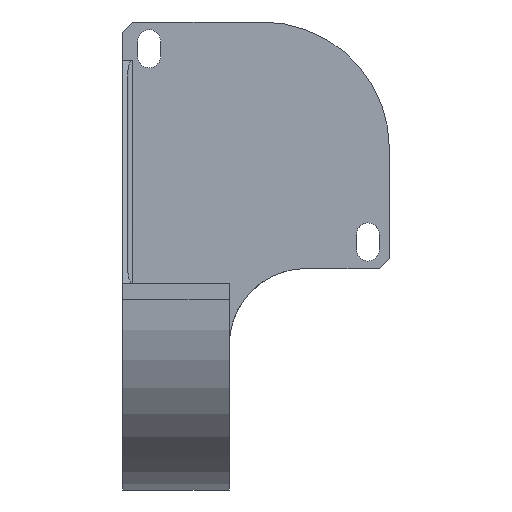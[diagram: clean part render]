
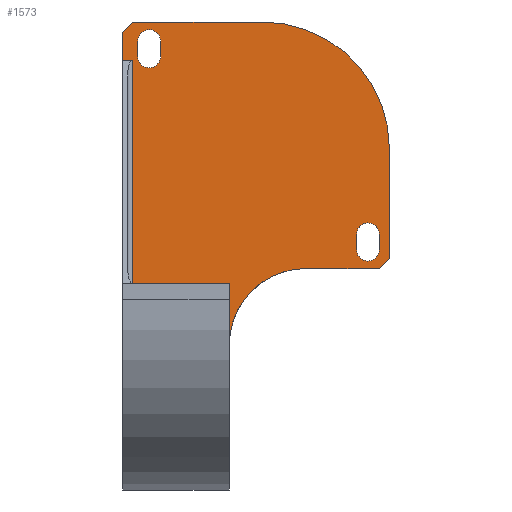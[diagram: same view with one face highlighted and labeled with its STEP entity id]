
A CAD part, top view. The second image highlights one B-rep face of the part: STEP entity #1573.
In plain terms, the highlighted planar face has unit normal (0, 0, 1).
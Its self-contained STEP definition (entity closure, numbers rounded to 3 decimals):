
#255=CARTESIAN_POINT('Vertex',(0.,72.5,26.)) ;
#313=CARTESIAN_POINT('Vertex',(2.,72.5,26.)) ;
#316=CARTESIAN_POINT('Line Origine',(26.25,72.5,26.)) ;
#340=CARTESIAN_POINT('Vertex',(7.5,76.25,26.)) ;
#343=CARTESIAN_POINT('Axis2P3D Location',(5.25,76.25,26.)) ;
#347=CARTESIAN_POINT('Vertex',(3.,76.25,26.)) ;
#371=CARTESIAN_POINT('Vertex',(7.5,73.25,26.)) ;
#374=CARTESIAN_POINT('Line Origine',(7.5,74.75,26.)) ;
#395=CARTESIAN_POINT('Vertex',(3.,73.25,26.)) ;
#398=CARTESIAN_POINT('Axis2P3D Location',(5.25,73.25,26.)) ;
#415=CARTESIAN_POINT('Line Origine',(3.,74.75,26.)) ;
#443=CARTESIAN_POINT('Vertex',(2.,25.5,26.)) ;
#446=CARTESIAN_POINT('Line Origine',(2.,32.001,26.)) ;
#500=CARTESIAN_POINT('Vertex',(50.5,31.5,26.)) ;
#503=CARTESIAN_POINT('Line Origine',(43.25,31.5,26.)) ;
#507=CARTESIAN_POINT('Vertex',(36.,31.5,26.)) ;
#546=CARTESIAN_POINT('Vertex',(19.,28.5,26.)) ;
#551=CARTESIAN_POINT('Line Origine',(19.,36.719,26.)) ;
#555=CARTESIAN_POINT('Vertex',(19.,25.5,26.)) ;
#589=CARTESIAN_POINT('Line Origine',(10.5,25.5,26.)) ;
#638=CARTESIAN_POINT('Vertex',(52.5,55.,26.)) ;
#641=CARTESIAN_POINT('Line Origine',(52.5,44.25,26.)) ;
#645=CARTESIAN_POINT('Vertex',(52.5,33.5,26.)) ;
#1027=CARTESIAN_POINT('Vertex',(50.5,38.25,26.)) ;
#1030=CARTESIAN_POINT('Axis2P3D Location',(48.25,38.25,26.)) ;
#1034=CARTESIAN_POINT('Vertex',(46.,38.25,26.)) ;
#1058=CARTESIAN_POINT('Vertex',(50.5,35.25,26.)) ;
#1061=CARTESIAN_POINT('Line Origine',(50.5,36.75,26.)) ;
#1082=CARTESIAN_POINT('Vertex',(46.,35.25,26.)) ;
#1085=CARTESIAN_POINT('Axis2P3D Location',(48.25,35.25,26.)) ;
#1102=CARTESIAN_POINT('Line Origine',(46.,36.75,26.)) ;
#1119=CARTESIAN_POINT('Line Origine',(51.5,32.5,26.)) ;
#1136=CARTESIAN_POINT('Axis2P3D Location',(27.5,55.,26.)) ;
#1140=CARTESIAN_POINT('Vertex',(27.5,80.,26.)) ;
#1180=CARTESIAN_POINT('Vertex',(21.,16.5,26.)) ;
#1183=CARTESIAN_POINT('Line Origine',(21.,22.5,26.)) ;
#1187=CARTESIAN_POINT('Vertex',(21.,28.5,26.)) ;
#1496=CARTESIAN_POINT('Line Origine',(20.,28.5,26.)) ;
#1514=CARTESIAN_POINT('Axis2P3D Location',(0.,25.5,26.)) ;
#1519=CARTESIAN_POINT('Line Origine',(10.5,80.,26.)) ;
#1523=CARTESIAN_POINT('Vertex',(2.,80.,26.)) ;
#1527=CARTESIAN_POINT('Control Point',(2.,80.,26.)) ;
#1528=CARTESIAN_POINT('Control Point',(0.,78.,26.)) ;
#1529=CARTESIAN_POINT('Vertex',(0.,78.,26.)) ;
#1532=CARTESIAN_POINT('Line Origine',(0.,27.,26.)) ;
#1538=CARTESIAN_POINT('Control Point',(21.,16.5,26.)) ;
#1539=CARTESIAN_POINT('Control Point',(21.,21.212,26.)) ;
#1540=CARTESIAN_POINT('Control Point',(22.845,25.929,26.)) ;
#1541=CARTESIAN_POINT('Control Point',(26.571,29.655,26.)) ;
#1542=CARTESIAN_POINT('Control Point',(31.288,31.5,26.)) ;
#1543=CARTESIAN_POINT('Control Point',(36.,31.5,26.)) ;
#317=DIRECTION('Vector Direction',(-1.,0.,0.)) ;
#344=DIRECTION('Axis2P3D Direction',(0.,0.,1.)) ;
#375=DIRECTION('Vector Direction',(0.,-1.,0.)) ;
#399=DIRECTION('Axis2P3D Direction',(0.,0.,1.)) ;
#416=DIRECTION('Vector Direction',(0.,1.,0.)) ;
#447=DIRECTION('Vector Direction',(0.,1.,0.)) ;
#504=DIRECTION('Vector Direction',(-1.,0.,0.)) ;
#552=DIRECTION('Vector Direction',(0.,1.,0.)) ;
#590=DIRECTION('Vector Direction',(1.,0.,0.)) ;
#642=DIRECTION('Vector Direction',(0.,-1.,0.)) ;
#1031=DIRECTION('Axis2P3D Direction',(0.,0.,1.)) ;
#1062=DIRECTION('Vector Direction',(0.,-1.,0.)) ;
#1086=DIRECTION('Axis2P3D Direction',(0.,0.,1.)) ;
#1103=DIRECTION('Vector Direction',(0.,1.,0.)) ;
#1120=DIRECTION('Vector Direction',(-0.707,-0.707,0.)) ;
#1137=DIRECTION('Axis2P3D Direction',(0.,-0.,1.)) ;
#1184=DIRECTION('Vector Direction',(0.,1.,0.)) ;
#1497=DIRECTION('Vector Direction',(-1.,0.,0.)) ;
#1515=DIRECTION('Axis2P3D Direction',(0.,0.,-1.)) ;
#1516=DIRECTION('Axis2P3D XDirection',(0.,1.,0.)) ;
#1520=DIRECTION('Vector Direction',(1.,0.,0.)) ;
#1533=DIRECTION('Vector Direction',(0.,1.,0.)) ;
#345=AXIS2_PLACEMENT_3D('Circle Axis2P3D',#343,#344,$) ;
#400=AXIS2_PLACEMENT_3D('Circle Axis2P3D',#398,#399,$) ;
#1032=AXIS2_PLACEMENT_3D('Circle Axis2P3D',#1030,#1031,$) ;
#1087=AXIS2_PLACEMENT_3D('Circle Axis2P3D',#1085,#1086,$) ;
#1138=AXIS2_PLACEMENT_3D('Circle Axis2P3D',#1136,#1137,$) ;
#1517=AXIS2_PLACEMENT_3D('Plane Axis2P3D',#1514,#1515,#1516) ;
#1546=ORIENTED_EDGE('',*,*,#1123,.F.) ;
#1547=ORIENTED_EDGE('',*,*,#647,.T.) ;
#1548=ORIENTED_EDGE('',*,*,#1142,.F.) ;
#1549=ORIENTED_EDGE('',*,*,#1525,.T.) ;
#1550=ORIENTED_EDGE('',*,*,#1531,.F.) ;
#1551=ORIENTED_EDGE('',*,*,#1536,.T.) ;
#1552=ORIENTED_EDGE('',*,*,#320,.T.) ;
#1553=ORIENTED_EDGE('',*,*,#450,.F.) ;
#1554=ORIENTED_EDGE('',*,*,#593,.T.) ;
#1555=ORIENTED_EDGE('',*,*,#557,.T.) ;
#1556=ORIENTED_EDGE('',*,*,#1500,.T.) ;
#1557=ORIENTED_EDGE('',*,*,#1189,.F.) ;
#1558=ORIENTED_EDGE('',*,*,#1544,.T.) ;
#1559=ORIENTED_EDGE('',*,*,#509,.T.) ;
#1562=ORIENTED_EDGE('',*,*,#1036,.F.) ;
#1563=ORIENTED_EDGE('',*,*,#1065,.F.) ;
#1564=ORIENTED_EDGE('',*,*,#1089,.F.) ;
#1565=ORIENTED_EDGE('',*,*,#1106,.F.) ;
#1568=ORIENTED_EDGE('',*,*,#419,.F.) ;
#1569=ORIENTED_EDGE('',*,*,#349,.F.) ;
#1570=ORIENTED_EDGE('',*,*,#378,.F.) ;
#1571=ORIENTED_EDGE('',*,*,#402,.F.) ;
#1566=FACE_BOUND('',#1561,.T.) ;
#1572=FACE_BOUND('',#1567,.T.) ;
#318=VECTOR('Line Direction',#317,1.) ;
#376=VECTOR('Line Direction',#375,1.) ;
#417=VECTOR('Line Direction',#416,1.) ;
#448=VECTOR('Line Direction',#447,1.) ;
#505=VECTOR('Line Direction',#504,1.) ;
#553=VECTOR('Line Direction',#552,1.) ;
#591=VECTOR('Line Direction',#590,1.) ;
#643=VECTOR('Line Direction',#642,1.) ;
#1063=VECTOR('Line Direction',#1062,1.) ;
#1104=VECTOR('Line Direction',#1103,1.) ;
#1121=VECTOR('Line Direction',#1120,1.) ;
#1185=VECTOR('Line Direction',#1184,1.) ;
#1498=VECTOR('Line Direction',#1497,1.) ;
#1521=VECTOR('Line Direction',#1520,1.) ;
#1534=VECTOR('Line Direction',#1533,1.) ;
#1573=ADVANCED_FACE('PartBody',(#1560,#1566,#1572),#1518,.F.) ;
#1526=B_SPLINE_CURVE_WITH_KNOTS('',1,(#1527,#1528),.UNSPECIFIED.,.F.,.U.,(2,2),(-1.414,1.414),.UNSPECIFIED.) ;
#1537=B_SPLINE_CURVE_WITH_KNOTS('',5,(#1538,#1539,#1540,#1541,#1542,#1543),.UNSPECIFIED.,.F.,.U.,(6,6),(70.686,94.248),.UNSPECIFIED.) ;
#346=CIRCLE('generated circle',#345,2.25) ;
#401=CIRCLE('generated circle',#400,2.25) ;
#1033=CIRCLE('generated circle',#1032,2.25) ;
#1088=CIRCLE('generated circle',#1087,2.25) ;
#1139=CIRCLE('generated circle',#1138,25.) ;
#320=EDGE_CURVE('',#256,#314,#319,.F.) ;
#349=EDGE_CURVE('',#341,#348,#346,.T.) ;
#378=EDGE_CURVE('',#372,#341,#377,.F.) ;
#402=EDGE_CURVE('',#396,#372,#401,.T.) ;
#419=EDGE_CURVE('',#348,#396,#418,.F.) ;
#450=EDGE_CURVE('',#444,#314,#449,.T.) ;
#509=EDGE_CURVE('',#508,#501,#506,.F.) ;
#557=EDGE_CURVE('',#556,#547,#554,.T.) ;
#593=EDGE_CURVE('',#444,#556,#592,.T.) ;
#647=EDGE_CURVE('',#646,#639,#644,.F.) ;
#1036=EDGE_CURVE('',#1028,#1035,#1033,.T.) ;
#1065=EDGE_CURVE('',#1059,#1028,#1064,.F.) ;
#1089=EDGE_CURVE('',#1083,#1059,#1088,.T.) ;
#1106=EDGE_CURVE('',#1035,#1083,#1105,.F.) ;
#1123=EDGE_CURVE('',#646,#501,#1122,.T.) ;
#1142=EDGE_CURVE('',#1141,#639,#1139,.F.) ;
#1189=EDGE_CURVE('',#1181,#1188,#1186,.T.) ;
#1500=EDGE_CURVE('',#547,#1188,#1499,.F.) ;
#1525=EDGE_CURVE('',#1141,#1524,#1522,.F.) ;
#1531=EDGE_CURVE('',#1530,#1524,#1526,.F.) ;
#1536=EDGE_CURVE('',#1530,#256,#1535,.F.) ;
#1544=EDGE_CURVE('',#1181,#508,#1537,.T.) ;
#1545=EDGE_LOOP('',(#1546,#1547,#1548,#1549,#1550,#1551,#1552,#1553,#1554,#1555,#1556,#1557,#1558,#1559)) ;
#1561=EDGE_LOOP('',(#1562,#1563,#1564,#1565)) ;
#1567=EDGE_LOOP('',(#1568,#1569,#1570,#1571)) ;
#1560=FACE_OUTER_BOUND('',#1545,.T.) ;
#319=LINE('Line',#316,#318) ;
#377=LINE('Line',#374,#376) ;
#418=LINE('Line',#415,#417) ;
#449=LINE('Line',#446,#448) ;
#506=LINE('Line',#503,#505) ;
#554=LINE('Line',#551,#553) ;
#592=LINE('Line',#589,#591) ;
#644=LINE('Line',#641,#643) ;
#1064=LINE('Line',#1061,#1063) ;
#1105=LINE('Line',#1102,#1104) ;
#1122=LINE('Line',#1119,#1121) ;
#1186=LINE('Line',#1183,#1185) ;
#1499=LINE('Line',#1496,#1498) ;
#1522=LINE('Line',#1519,#1521) ;
#1535=LINE('Line',#1532,#1534) ;
#1518=PLANE('',#1517) ;
#256=VERTEX_POINT('',#255) ;
#314=VERTEX_POINT('',#313) ;
#341=VERTEX_POINT('',#340) ;
#348=VERTEX_POINT('',#347) ;
#372=VERTEX_POINT('',#371) ;
#396=VERTEX_POINT('',#395) ;
#444=VERTEX_POINT('',#443) ;
#501=VERTEX_POINT('',#500) ;
#508=VERTEX_POINT('',#507) ;
#547=VERTEX_POINT('',#546) ;
#556=VERTEX_POINT('',#555) ;
#639=VERTEX_POINT('',#638) ;
#646=VERTEX_POINT('',#645) ;
#1028=VERTEX_POINT('',#1027) ;
#1035=VERTEX_POINT('',#1034) ;
#1059=VERTEX_POINT('',#1058) ;
#1083=VERTEX_POINT('',#1082) ;
#1141=VERTEX_POINT('',#1140) ;
#1181=VERTEX_POINT('',#1180) ;
#1188=VERTEX_POINT('',#1187) ;
#1524=VERTEX_POINT('',#1523) ;
#1530=VERTEX_POINT('',#1529) ;
